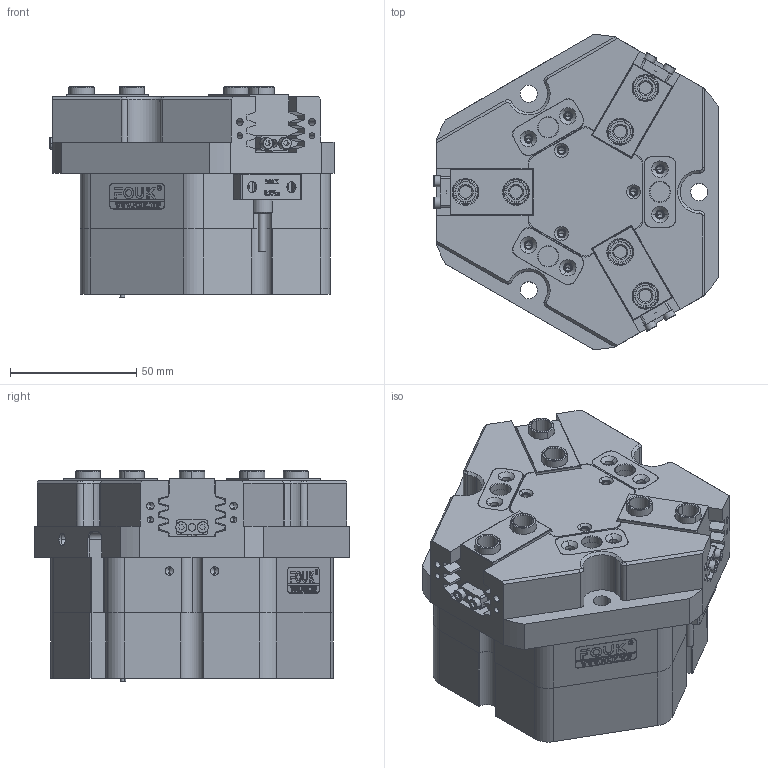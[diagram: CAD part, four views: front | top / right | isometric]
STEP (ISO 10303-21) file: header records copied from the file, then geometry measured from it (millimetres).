
FILE_DESCRIPTION (( 'STEP AP203' ), '1' );
FILE_NAME ('FZ70-125-NO.STEP', '2025-03-30T08:09:28', ( 'USER-' ), ( 'Microsoft' ), 'SwSTEP 2.0', 'SolidWorks 2018', '' );
FILE_SCHEMA (( 'CONFIG_CONTROL_DESIGN' ));
Length unit declared in the file: millimetre
Products named in the file (14): TZT70-125-M-02 賑輸; 苤覜聆假蚾璃; 25x10-R1.5; FZ70-125-NO; TZT70-125-M-NC-05 赻坶菁裔啣; TZT70-125-M-10 囀笢猾啣; TZT70-125-M-01褲极; ﾏ擎ﾗ10｡ﾁ8｡ﾁ6; 电容传感器8x23接近开关; 揤輸蚾饜极; TZT70-125-M-06 笢猾啣; 内六角圆柱头螺钉[GBT70_1-2008][M2.5×8]_M2.5×8; 20241226-M4 M4換覜ん揤輸; 棠羲換覜ん
Assembly tree (28 placements, depth 3):
  FZ70-125-NO
    TZT70-125-M-01褲极
    TZT70-125-M-02 賑輸  x3
    TZT70-125-M-06 笢猾啣
    TZT70-125-M-10 囀笢猾啣  x3
    揤輸蚾饜极  x3
      内六角圆柱头螺钉[GBT70_1-2008][M2.5×8]_M2.5×8
      苤覜聆假蚾璃
    电容传感器8x23接近开关  x2
    20241226-M4 M4換覜ん揤輸  x2
    棠羲換覜ん  x2
    ﾏ擎ﾗ10｡ﾁ8｡ﾁ6  x6
    25x10-R1.5
    TZT70-125-M-NC-05 赻坶菁裔啣
Bounding box: 112.5 x 124.84 x 83.51 mm (x, y, z)
Volume: 652946 mm3; surface area: 127756.5 mm2
Topology: 31 solids, 34 shells, 2248 faces, 5901 edges, 3777 vertices
Faces by surface type: plane 1075, cylinder 509, bspline 379, cone 261, torus 24
Entity records: 57929 total; most frequent: CARTESIAN_POINT 19306, ORIENTED_EDGE 8058, DIRECTION 6838, EDGE_CURVE 4029, LINE 2660, VECTOR 2660, VERTEX_POINT 2617, AXIS2_PLACEMENT_3D 2089
